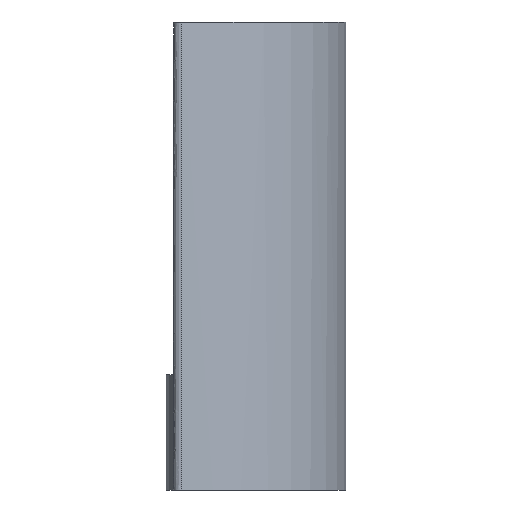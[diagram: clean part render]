
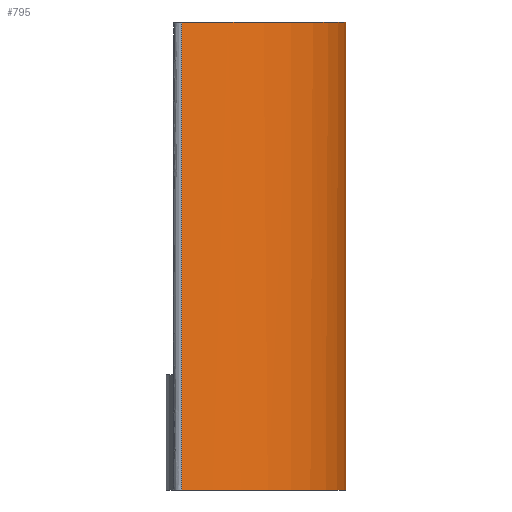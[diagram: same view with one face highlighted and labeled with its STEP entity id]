
A CAD part, front view. The second image highlights one B-rep face of the part: STEP entity #795.
In plain terms, the highlighted free-form (B-spline) face has degree [5, 1] with [15, 2] control points.
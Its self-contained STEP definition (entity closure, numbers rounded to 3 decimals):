
#19=(
BOUNDED_CURVE()
B_SPLINE_CURVE(5,(#1959,#1960,#1961,#1962,#1963,#1964,#1965,#1966,#1967),
 .UNSPECIFIED.,.F.,.F.)
B_SPLINE_CURVE_WITH_KNOTS((6,1,1,1,6),(0.5,0.6,0.7,0.8,0.888),
 .UNSPECIFIED.)
CURVE()
GEOMETRIC_REPRESENTATION_ITEM()
RATIONAL_B_SPLINE_CURVE((1.,1.,1.,1.,1.,1.,1.,1.,1.))
REPRESENTATION_ITEM('')
);
#20=(
BOUNDED_CURVE()
B_SPLINE_CURVE(5,(#1969,#1970,#1971,#1972,#1973,#1974,#1975,#1976,#1977),
 .UNSPECIFIED.,.F.,.F.)
B_SPLINE_CURVE_WITH_KNOTS((6,1,1,1,6),(0.112,0.2,0.3,0.4,0.5),
 .UNSPECIFIED.)
CURVE()
GEOMETRIC_REPRESENTATION_ITEM()
RATIONAL_B_SPLINE_CURVE((1.,1.,1.,1.,1.,1.,1.,1.,1.))
REPRESENTATION_ITEM('')
);
#21=(
BOUNDED_CURVE()
B_SPLINE_CURVE(5,(#1983,#1984,#1985,#1986,#1987,#1988,#1989,#1990,#1991,
#1992,#1993,#1994,#1995),.UNSPECIFIED.,.F.,.F.)
B_SPLINE_CURVE_WITH_KNOTS((6,1,1,1,1,1,1,1,6),(-0.888,-0.8,
-0.7,-0.6,-0.5,-0.4,-0.3,-0.2,-0.112),.UNSPECIFIED.)
CURVE()
GEOMETRIC_REPRESENTATION_ITEM()
RATIONAL_B_SPLINE_CURVE((1.,1.,1.,1.,1.,1.,1.,1.,1.,1.,1.,1.,1.))
REPRESENTATION_ITEM('')
);
#22=(
BOUNDED_SURFACE()
B_SPLINE_SURFACE(5,1,((#1928,#1929),(#1930,#1931),(#1932,#1933),(#1934,
#1935),(#1936,#1937),(#1938,#1939),(#1940,#1941),(#1942,#1943),(#1944,#1945),
(#1946,#1947),(#1948,#1949),(#1950,#1951),(#1952,#1953),(#1954,#1955),(#1956,
#1957)),.UNSPECIFIED.,.F.,.F.,.F.)
B_SPLINE_SURFACE_WITH_KNOTS((6,1,1,1,1,1,1,1,1,1,6),(2,2),(-1.,-0.9,-0.8,
-0.7,-0.6,-0.5,-0.4,-0.3,-0.2,-0.1,0.),(0.,6.5),.UNSPECIFIED.)
GEOMETRIC_REPRESENTATION_ITEM()
RATIONAL_B_SPLINE_SURFACE(((1.,1.),(1.,1.),(1.,1.),(1.,1.),(1.,1.),(1.,
1.),(1.,1.),(1.,1.),(1.,1.),(1.,1.),(1.,1.),(1.,1.),(1.,1.),(1.,1.),(1.,
1.)))
REPRESENTATION_ITEM('')
SURFACE()
);
#66=FACE_OUTER_BOUND('',#113,.T.);
#113=EDGE_LOOP('',(#622,#623,#624,#625,#626));
#210=B_SPLINE_CURVE_WITH_KNOTS('',3,(#1924,#1925,#1926,#1927),
 .UNSPECIFIED.,.F.,.F.,(4,4),(0.,6.5),.UNSPECIFIED.);
#211=B_SPLINE_CURVE_WITH_KNOTS('',3,(#1979,#1980,#1981,#1982),
 .UNSPECIFIED.,.F.,.F.,(4,4),(-6.5,0.),.UNSPECIFIED.);
#355=VERTEX_POINT('',#1896);
#356=VERTEX_POINT('',#1910);
#357=VERTEX_POINT('',#1958);
#358=VERTEX_POINT('',#1968);
#359=VERTEX_POINT('',#1978);
#460=EDGE_CURVE('',#356,#355,#210,.T.);
#461=EDGE_CURVE('',#357,#356,#19,.T.);
#462=EDGE_CURVE('',#358,#357,#20,.T.);
#463=EDGE_CURVE('',#359,#358,#211,.T.);
#464=EDGE_CURVE('',#355,#359,#21,.T.);
#622=ORIENTED_EDGE('',*,*,#460,.F.);
#623=ORIENTED_EDGE('',*,*,#461,.F.);
#624=ORIENTED_EDGE('',*,*,#462,.F.);
#625=ORIENTED_EDGE('',*,*,#463,.F.);
#626=ORIENTED_EDGE('',*,*,#464,.F.);
#795=ADVANCED_FACE('',(#66),#22,.T.);
#1896=CARTESIAN_POINT('',(63.69,24.69,65.));
#1910=CARTESIAN_POINT('',(63.69,24.69,0.));
#1924=CARTESIAN_POINT('Ctrl Pts',(63.69,24.69,0.));
#1925=CARTESIAN_POINT('Ctrl Pts',(63.69,24.69,21.667));
#1926=CARTESIAN_POINT('Ctrl Pts',(63.69,24.69,43.333));
#1927=CARTESIAN_POINT('Ctrl Pts',(63.69,24.69,65.));
#1928=CARTESIAN_POINT('Ctrl Pts',(50.,23.,0.));
#1929=CARTESIAN_POINT('Ctrl Pts',(50.,23.,65.));
#1930=CARTESIAN_POINT('Ctrl Pts',(52.699,23.,0.));
#1931=CARTESIAN_POINT('Ctrl Pts',(52.699,23.,65.));
#1932=CARTESIAN_POINT('Ctrl Pts',(57.881,23.276,0.));
#1933=CARTESIAN_POINT('Ctrl Pts',(57.881,23.276,65.));
#1934=CARTESIAN_POINT('Ctrl Pts',(65.,24.516,0.));
#1935=CARTESIAN_POINT('Ctrl Pts',(65.,24.516,65.));
#1936=CARTESIAN_POINT('Ctrl Pts',(73.147,27.74,0.));
#1937=CARTESIAN_POINT('Ctrl Pts',(73.147,27.74,65.));
#1938=CARTESIAN_POINT('Ctrl Pts',(80.827,33.906,0.));
#1939=CARTESIAN_POINT('Ctrl Pts',(80.827,33.906,65.));
#1940=CARTESIAN_POINT('Ctrl Pts',(85.663,41.57,0.));
#1941=CARTESIAN_POINT('Ctrl Pts',(85.663,41.57,65.));
#1942=CARTESIAN_POINT('Ctrl Pts',(87.331,50.,0.));
#1943=CARTESIAN_POINT('Ctrl Pts',(87.331,50.,65.));
#1944=CARTESIAN_POINT('Ctrl Pts',(85.663,58.43,0.));
#1945=CARTESIAN_POINT('Ctrl Pts',(85.663,58.43,65.));
#1946=CARTESIAN_POINT('Ctrl Pts',(80.827,66.094,0.));
#1947=CARTESIAN_POINT('Ctrl Pts',(80.827,66.094,65.));
#1948=CARTESIAN_POINT('Ctrl Pts',(73.147,72.26,0.));
#1949=CARTESIAN_POINT('Ctrl Pts',(73.147,72.26,65.));
#1950=CARTESIAN_POINT('Ctrl Pts',(65.,75.484,0.));
#1951=CARTESIAN_POINT('Ctrl Pts',(65.,75.484,65.));
#1952=CARTESIAN_POINT('Ctrl Pts',(57.881,76.724,0.));
#1953=CARTESIAN_POINT('Ctrl Pts',(57.881,76.724,65.));
#1954=CARTESIAN_POINT('Ctrl Pts',(52.699,77.,0.));
#1955=CARTESIAN_POINT('Ctrl Pts',(52.699,77.,65.));
#1956=CARTESIAN_POINT('Ctrl Pts',(50.,77.,0.));
#1957=CARTESIAN_POINT('Ctrl Pts',(50.,77.,65.));
#1958=CARTESIAN_POINT('',(86.5,50.,0.));
#1959=CARTESIAN_POINT('Ctrl Pts',(86.5,50.,0.));
#1960=CARTESIAN_POINT('Ctrl Pts',(86.5,48.327,0.));
#1961=CARTESIAN_POINT('Ctrl Pts',(86.172,44.98,0.));
#1962=CARTESIAN_POINT('Ctrl Pts',(84.696,40.037,0.));
#1963=CARTESIAN_POINT('Ctrl Pts',(80.939,34.084,0.));
#1964=CARTESIAN_POINT('Ctrl Pts',(75.036,29.259,0.));
#1965=CARTESIAN_POINT('Ctrl Pts',(69.606,26.555,0.));
#1966=CARTESIAN_POINT('Ctrl Pts',(65.641,25.219,0.));
#1967=CARTESIAN_POINT('Ctrl Pts',(63.69,24.69,0.));
#1968=CARTESIAN_POINT('',(63.69,75.31,0.));
#1969=CARTESIAN_POINT('Ctrl Pts',(63.69,75.31,0.));
#1970=CARTESIAN_POINT('Ctrl Pts',(65.641,74.781,0.));
#1971=CARTESIAN_POINT('Ctrl Pts',(69.606,73.445,0.));
#1972=CARTESIAN_POINT('Ctrl Pts',(75.036,70.741,0.));
#1973=CARTESIAN_POINT('Ctrl Pts',(80.939,65.916,0.));
#1974=CARTESIAN_POINT('Ctrl Pts',(84.696,59.963,0.));
#1975=CARTESIAN_POINT('Ctrl Pts',(86.172,55.02,0.));
#1976=CARTESIAN_POINT('Ctrl Pts',(86.5,51.673,0.));
#1977=CARTESIAN_POINT('Ctrl Pts',(86.5,50.,0.));
#1978=CARTESIAN_POINT('',(63.69,75.31,65.));
#1979=CARTESIAN_POINT('Ctrl Pts',(63.69,75.31,65.));
#1980=CARTESIAN_POINT('Ctrl Pts',(63.69,75.31,43.333));
#1981=CARTESIAN_POINT('Ctrl Pts',(63.69,75.31,21.667));
#1982=CARTESIAN_POINT('Ctrl Pts',(63.69,75.31,0.));
#1983=CARTESIAN_POINT('Ctrl Pts',(63.69,24.69,65.));
#1984=CARTESIAN_POINT('Ctrl Pts',(65.641,25.219,65.));
#1985=CARTESIAN_POINT('Ctrl Pts',(69.606,26.555,65.));
#1986=CARTESIAN_POINT('Ctrl Pts',(75.036,29.259,65.));
#1987=CARTESIAN_POINT('Ctrl Pts',(80.939,34.084,65.));
#1988=CARTESIAN_POINT('Ctrl Pts',(85.663,41.57,65.));
#1989=CARTESIAN_POINT('Ctrl Pts',(87.331,50.,65.));
#1990=CARTESIAN_POINT('Ctrl Pts',(85.663,58.43,65.));
#1991=CARTESIAN_POINT('Ctrl Pts',(80.939,65.916,65.));
#1992=CARTESIAN_POINT('Ctrl Pts',(75.036,70.741,65.));
#1993=CARTESIAN_POINT('Ctrl Pts',(69.606,73.445,65.));
#1994=CARTESIAN_POINT('Ctrl Pts',(65.641,74.781,65.));
#1995=CARTESIAN_POINT('Ctrl Pts',(63.69,75.31,65.));
